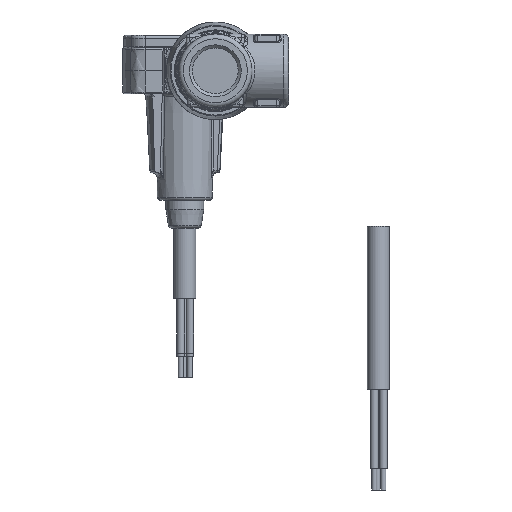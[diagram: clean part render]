
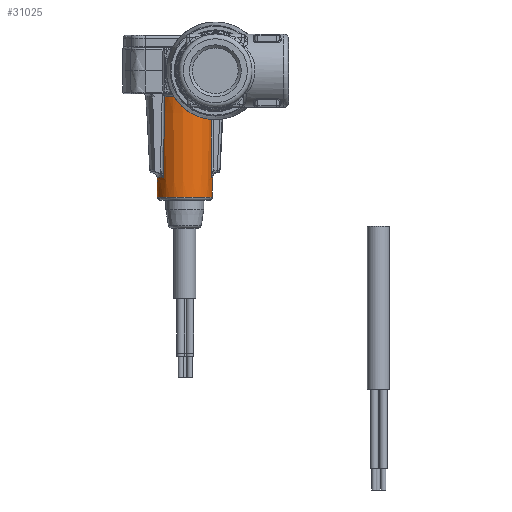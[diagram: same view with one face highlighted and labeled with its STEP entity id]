
A CAD part, front view. The second image highlights one B-rep face of the part: STEP entity #31025.
In plain terms, the highlighted conical face has half-angle 1 degrees and reference radius 9 mm.
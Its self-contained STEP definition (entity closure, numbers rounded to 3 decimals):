
#259=CONICAL_SURFACE('',#36733,9.,0.017);
#5461=B_SPLINE_CURVE_WITH_KNOTS('',3,(#83038,#83039,#83040,#83041),
 .UNSPECIFIED.,.F.,.F.,(4,4),(0.,0.027),
 .UNSPECIFIED.);
#5463=B_SPLINE_CURVE_WITH_KNOTS('',3,(#83065,#83066,#83067,#83068),
 .UNSPECIFIED.,.F.,.F.,(4,4),(0.,0.027),.UNSPECIFIED.);
#5466=B_SPLINE_CURVE_WITH_KNOTS('',3,(#83104,#83105,#83106,#83107,#83108),
 .UNSPECIFIED.,.F.,.F.,(4,1,4),(0.004,0.007,
0.01),.UNSPECIFIED.);
#5468=B_SPLINE_CURVE_WITH_KNOTS('',3,(#83128,#83129,#83130,#83131),
 .UNSPECIFIED.,.F.,.F.,(4,4),(0.,0.027),.UNSPECIFIED.);
#5469=B_SPLINE_CURVE_WITH_KNOTS('',3,(#83146,#83147,#83148,#83149),
 .UNSPECIFIED.,.F.,.F.,(4,4),(0.,0.027),.UNSPECIFIED.);
#12249=ORIENTED_EDGE('',*,*,#19006,.T.);
#12250=ORIENTED_EDGE('',*,*,#19004,.T.);
#12251=ORIENTED_EDGE('',*,*,#19003,.T.);
#12252=ORIENTED_EDGE('',*,*,#18999,.T.);
#12253=ORIENTED_EDGE('',*,*,#19001,.T.);
#12254=ORIENTED_EDGE('',*,*,#19009,.T.);
#12255=ORIENTED_EDGE('',*,*,#19011,.T.);
#12256=ORIENTED_EDGE('',*,*,#19014,.T.);
#12257=ORIENTED_EDGE('',*,*,#19013,.T.);
#12258=ORIENTED_EDGE('',*,*,#19012,.T.);
#12259=ORIENTED_EDGE('',*,*,#19057,.T.);
#18999=EDGE_CURVE('',#22682,#22768,#5461,.T.);
#19001=EDGE_CURVE('',#22768,#22769,#24510,.T.);
#19003=EDGE_CURVE('',#22683,#22682,#24512,.F.);
#19004=EDGE_CURVE('',#22770,#22683,#5463,.T.);
#19006=EDGE_CURVE('',#22771,#22770,#24513,.T.);
#19009=EDGE_CURVE('',#22769,#22772,#5466,.F.);
#19011=EDGE_CURVE('',#22772,#22773,#24515,.T.);
#19012=EDGE_CURVE('',#22691,#22771,#5468,.T.);
#19013=EDGE_CURVE('',#22697,#22691,#24516,.F.);
#19014=EDGE_CURVE('',#22773,#22697,#5469,.T.);
#19057=EDGE_CURVE('',#22798,#22798,#24525,.T.);
#22682=VERTEX_POINT('',#81787);
#22683=VERTEX_POINT('',#81812);
#22691=VERTEX_POINT('',#81871);
#22697=VERTEX_POINT('',#81952);
#22768=VERTEX_POINT('',#83042);
#22769=VERTEX_POINT('',#83049);
#22770=VERTEX_POINT('',#83069);
#22771=VERTEX_POINT('',#83076);
#22772=VERTEX_POINT('',#83103);
#22773=VERTEX_POINT('',#83114);
#22798=VERTEX_POINT('',#83542);
#24510=CIRCLE('',#36702,9.594);
#24512=CIRCLE('',#36705,9.131);
#24513=CIRCLE('',#36707,9.594);
#24515=CIRCLE('',#36710,9.594);
#24516=CIRCLE('',#36712,9.131);
#24525=CIRCLE('',#36734,9.017);
#26133=EDGE_LOOP('',(#12249,#12250,#12251,#12252,#12253,#12254,#12255,#12256,
#12257,#12258));
#26134=EDGE_LOOP('',(#12259));
#28501=FACE_BOUND('',#26133,.T.);
#28502=FACE_BOUND('',#26134,.T.);
#31025=ADVANCED_FACE('',(#28501,#28502),#259,.T.);
#36702=AXIS2_PLACEMENT_3D('',#83048,#41520,#41521);
#36705=AXIS2_PLACEMENT_3D('',#83052,#41526,#41527);
#36707=AXIS2_PLACEMENT_3D('',#83075,#41530,#41531);
#36710=AXIS2_PLACEMENT_3D('',#83115,#41536,#41537);
#36712=AXIS2_PLACEMENT_3D('',#83133,#41540,#41541);
#36733=AXIS2_PLACEMENT_3D('',#83540,#41587,#41588);
#36734=AXIS2_PLACEMENT_3D('',#83541,#41589,#41590);
#41520=DIRECTION('',(0.,0.,-1.));
#41521=DIRECTION('',(-1.,0.,0.));
#41526=DIRECTION('',(0.,0.,1.));
#41527=DIRECTION('',(1.,0.,0.));
#41530=DIRECTION('',(0.,0.,-1.));
#41531=DIRECTION('',(-1.,0.,0.));
#41536=DIRECTION('',(0.,0.,-1.));
#41537=DIRECTION('',(-1.,0.,0.));
#41540=DIRECTION('',(0.,0.,1.));
#41541=DIRECTION('',(1.,0.,0.));
#41587=DIRECTION('',(0.,0.,1.));
#41588=DIRECTION('',(0.,-1.,0.));
#41589=DIRECTION('',(0.,0.,1.));
#41590=DIRECTION('',(0.,1.,0.));
#81787=CARTESIAN_POINT('',(-18.781,27.006,-34.974));
#81812=CARTESIAN_POINT('',(-17.085,18.739,-34.974));
#81871=CARTESIAN_POINT('',(-1.372,21.51,-34.974));
#81952=CARTESIAN_POINT('',(-2.606,29.858,-34.974));
#83038=CARTESIAN_POINT('',(-18.781,27.006,-34.974));
#83039=CARTESIAN_POINT('',(-18.82,27.429,-26.143));
#83040=CARTESIAN_POINT('',(-18.831,27.859,-17.313));
#83041=CARTESIAN_POINT('',(-18.811,28.297,-8.483));
#83042=CARTESIAN_POINT('',(-18.811,28.297,-8.483));
#83048=CARTESIAN_POINT('',(-10.,24.5,-8.483));
#83049=CARTESIAN_POINT('',(-13.32,33.501,-8.483));
#83052=CARTESIAN_POINT('',(-10.,24.5,-34.974));
#83065=CARTESIAN_POINT('',(-16.59,17.528,-8.483));
#83066=CARTESIAN_POINT('',(-16.788,17.927,-17.313));
#83067=CARTESIAN_POINT('',(-16.952,18.331,-26.143));
#83068=CARTESIAN_POINT('',(-17.085,18.739,-34.974));
#83069=CARTESIAN_POINT('',(-16.59,17.528,-8.483));
#83075=CARTESIAN_POINT('',(-10.,24.5,-8.483));
#83076=CARTESIAN_POINT('',(-1.423,20.203,-8.483));
#83103=CARTESIAN_POINT('',(-6.68,33.501,-8.483));
#83104=CARTESIAN_POINT('',(-6.68,33.501,-8.483));
#83105=CARTESIAN_POINT('',(-7.746,33.894,-8.483));
#83106=CARTESIAN_POINT('',(-9.986,34.299,-8.179));
#83107=CARTESIAN_POINT('',(-12.253,33.895,-8.483));
#83108=CARTESIAN_POINT('',(-13.32,33.501,-8.483));
#83114=CARTESIAN_POINT('',(-3.019,31.081,-8.483));
#83115=CARTESIAN_POINT('',(-10.,24.5,-8.483));
#83128=CARTESIAN_POINT('',(-1.372,21.51,-34.974));
#83129=CARTESIAN_POINT('',(-1.358,21.081,-26.143));
#83130=CARTESIAN_POINT('',(-1.373,20.646,-17.313));
#83131=CARTESIAN_POINT('',(-1.423,20.203,-8.483));
#83133=CARTESIAN_POINT('',(-10.,24.5,-34.974));
#83146=CARTESIAN_POINT('',(-3.019,31.081,-8.483));
#83147=CARTESIAN_POINT('',(-2.85,30.677,-17.313));
#83148=CARTESIAN_POINT('',(-2.713,30.269,-26.143));
#83149=CARTESIAN_POINT('',(-2.606,29.858,-34.974));
#83540=CARTESIAN_POINT('',(-10.,24.5,-42.5));
#83541=CARTESIAN_POINT('',(-10.,24.5,-41.517));
#83542=CARTESIAN_POINT('',(-10.,33.517,-41.517));
